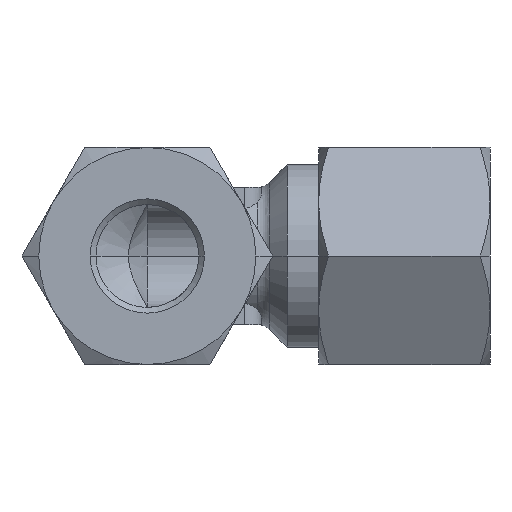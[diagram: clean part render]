
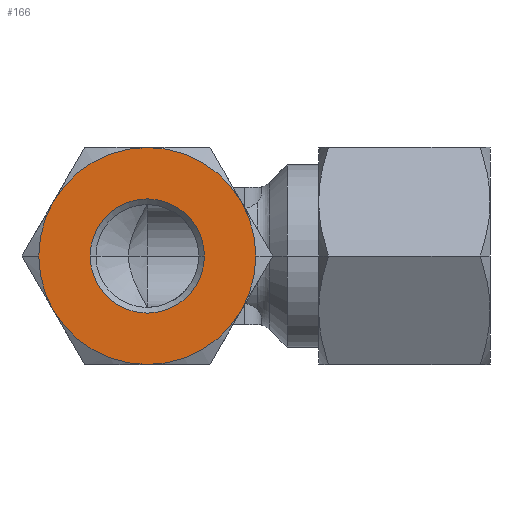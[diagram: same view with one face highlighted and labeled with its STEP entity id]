
A CAD part, front view. The second image highlights one B-rep face of the part: STEP entity #166.
In plain terms, the highlighted planar face has unit normal (0, -1, 0).
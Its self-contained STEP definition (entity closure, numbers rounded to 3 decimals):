
#166=ADVANCED_FACE('',(#417,#418),#419,.F.);
#417=FACE_BOUND('',#677,.T.);
#418=FACE_OUTER_BOUND('',#678,.T.);
#419=PLANE('',#679);
#677=EDGE_LOOP('',(#1637,#1638));
#678=EDGE_LOOP('',(#1639,#1640,#1641,#1642,#1643,#1644,#1645,#1646));
#679=AXIS2_PLACEMENT_3D('',#1647,#1648,#1649);
#1637=ORIENTED_EDGE('',*,*,#1853,.T.);
#1638=ORIENTED_EDGE('',*,*,#1849,.T.);
#1639=ORIENTED_EDGE('',*,*,#1884,.F.);
#1640=ORIENTED_EDGE('',*,*,#1813,.F.);
#1641=ORIENTED_EDGE('',*,*,#1887,.F.);
#1642=ORIENTED_EDGE('',*,*,#1889,.F.);
#1643=ORIENTED_EDGE('',*,*,#1893,.F.);
#1644=ORIENTED_EDGE('',*,*,#1894,.F.);
#1645=ORIENTED_EDGE('',*,*,#1811,.F.);
#1646=ORIENTED_EDGE('',*,*,#1898,.F.);
#1647=CARTESIAN_POINT('',(0.0,-30.0,0.0));
#1648=DIRECTION('',(0.0,1.0,-0.0));
#1649=DIRECTION('',(-0.0,0.0,1.0));
#1811=EDGE_CURVE('',#2215,#2213,#2217,.T.);
#1813=EDGE_CURVE('',#2218,#2221,#2222,.T.);
#1849=EDGE_CURVE('',#2280,#2282,#2284,.T.);
#1853=EDGE_CURVE('',#2282,#2280,#2289,.T.);
#1884=EDGE_CURVE('',#2221,#2332,#2333,.T.);
#1887=EDGE_CURVE('',#2335,#2218,#2337,.T.);
#1889=EDGE_CURVE('',#2339,#2335,#2341,.T.);
#1893=EDGE_CURVE('',#2345,#2339,#2347,.T.);
#1894=EDGE_CURVE('',#2213,#2345,#2348,.T.);
#1898=EDGE_CURVE('',#2332,#2215,#2353,.T.);
#2213=VERTEX_POINT('',#3070);
#2215=VERTEX_POINT('',#3073);
#2217=CIRCLE('',#3086,9.5);
#2218=VERTEX_POINT('',#3087);
#2221=VERTEX_POINT('',#3091);
#2222=CIRCLE('',#3092,9.5);
#2280=VERTEX_POINT('',#3257);
#2282=VERTEX_POINT('',#3260);
#2284=CIRCLE('',#3263,5.0);
#2289=CIRCLE('',#3294,5.0);
#2332=VERTEX_POINT('',#3484);
#2333=CIRCLE('',#3485,9.5);
#2335=VERTEX_POINT('',#3498);
#2337=CIRCLE('',#3511,9.5);
#2339=VERTEX_POINT('',#3513);
#2341=CIRCLE('',#3526,9.5);
#2345=VERTEX_POINT('',#3552);
#2347=CIRCLE('',#3565,9.5);
#2348=CIRCLE('',#3566,9.5);
#2353=CIRCLE('',#3604,9.5);
#3070=CARTESIAN_POINT('',(-9.5,-30.0,0.));
#3073=CARTESIAN_POINT('',(-8.227,-30.0,-4.75));
#3086=AXIS2_PLACEMENT_3D('',#4395,#4396,#4397);
#3087=CARTESIAN_POINT('',(9.5,-30.0,0.));
#3091=CARTESIAN_POINT('',(8.227,-30.0,-4.75));
#3092=AXIS2_PLACEMENT_3D('',#4399,#4400,#4401);
#3257=CARTESIAN_POINT('',(-5.0,-30.0,0.));
#3260=CARTESIAN_POINT('',(5.0,-30.0,0.));
#3263=AXIS2_PLACEMENT_3D('',#4452,#4453,#4454);
#3294=AXIS2_PLACEMENT_3D('',#4459,#4460,#4461);
#3484=CARTESIAN_POINT('',(0.,-30.0,-9.5));
#3485=AXIS2_PLACEMENT_3D('',#4511,#4512,#4513);
#3498=CARTESIAN_POINT('',(8.227,-30.0,4.75));
#3511=AXIS2_PLACEMENT_3D('',#4514,#4515,#4516);
#3513=CARTESIAN_POINT('',(0.,-30.0,9.5));
#3526=AXIS2_PLACEMENT_3D('',#4517,#4518,#4519);
#3552=CARTESIAN_POINT('',(-8.227,-30.0,4.75));
#3565=AXIS2_PLACEMENT_3D('',#4520,#4521,#4522);
#3566=AXIS2_PLACEMENT_3D('',#4523,#4524,#4525);
#3604=AXIS2_PLACEMENT_3D('',#4526,#4527,#4528);
#4395=CARTESIAN_POINT('',(0.,-30.0,0.0));
#4396=DIRECTION('',(0.,1.0,0.0));
#4397=DIRECTION('',(-1.0,0.,0.0));
#4399=CARTESIAN_POINT('',(0.,-30.0,0.0));
#4400=DIRECTION('',(0.,1.0,0.0));
#4401=DIRECTION('',(-1.0,0.,0.0));
#4452=CARTESIAN_POINT('',(0.,-30.0,0.0));
#4453=DIRECTION('',(0.0,1.0,-0.0));
#4454=DIRECTION('',(-1.0,0.0,0.0));
#4459=CARTESIAN_POINT('',(0.,-30.0,0.0));
#4460=DIRECTION('',(0.0,1.0,-0.0));
#4461=DIRECTION('',(-1.0,0.0,0.0));
#4511=CARTESIAN_POINT('',(0.,-30.0,0.0));
#4512=DIRECTION('',(0.,1.0,0.0));
#4513=DIRECTION('',(-1.0,0.,0.0));
#4514=CARTESIAN_POINT('',(0.,-30.0,0.0));
#4515=DIRECTION('',(0.,1.0,0.0));
#4516=DIRECTION('',(-1.0,0.,0.0));
#4517=CARTESIAN_POINT('',(0.,-30.0,0.0));
#4518=DIRECTION('',(0.,1.0,0.0));
#4519=DIRECTION('',(-1.0,0.,0.0));
#4520=CARTESIAN_POINT('',(0.,-30.0,0.0));
#4521=DIRECTION('',(0.,1.0,0.0));
#4522=DIRECTION('',(-1.0,0.,0.0));
#4523=CARTESIAN_POINT('',(0.,-30.0,0.0));
#4524=DIRECTION('',(0.,1.0,0.0));
#4525=DIRECTION('',(-1.0,0.,0.0));
#4526=CARTESIAN_POINT('',(0.,-30.0,0.0));
#4527=DIRECTION('',(0.,1.0,0.0));
#4528=DIRECTION('',(-1.0,0.,0.0));
